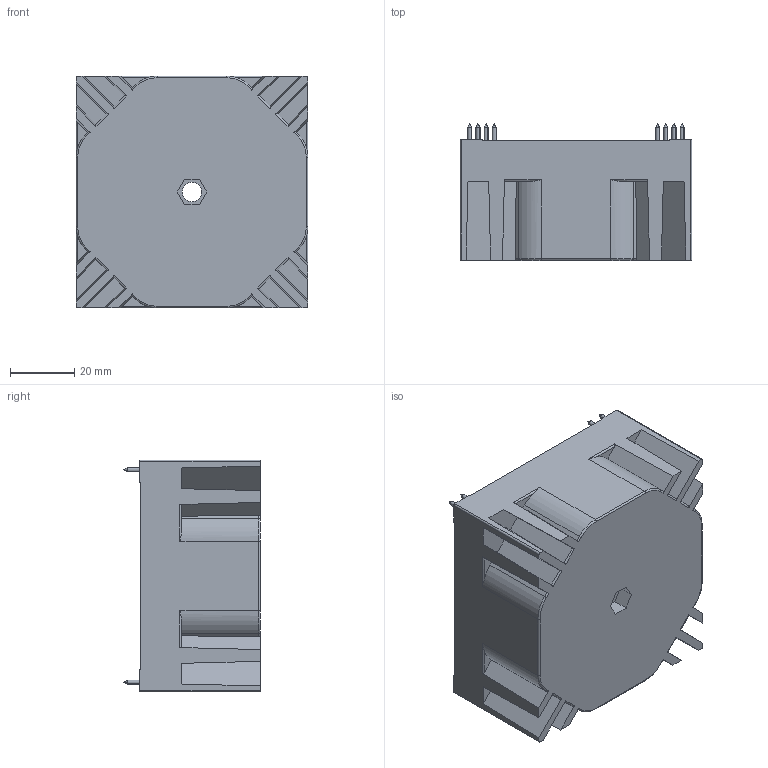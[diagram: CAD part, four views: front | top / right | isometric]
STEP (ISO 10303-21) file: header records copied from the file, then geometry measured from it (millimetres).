
FILE_DESCRIPTION (( 'STEP AP214' ), '1' );
FILE_NAME ('L01-637X Series.STEP', '2018-02-26T14:27:43', ( 'Kamal Priyanath' ), ( '' ), 'SwSTEP 2.0', 'SolidWorks 2015', '' );
FILE_SCHEMA (( 'AUTOMOTIVE_DESIGN' ));
Length unit declared in the file: millimetre
Products named in the file (12): 35VA With fins; L01-637X Series; Pin
Assembly tree (9 placements, depth 2):
  35VA With fins
  L01-637X Series
    35VA With fins
    Pin  x8
  Pin
  Pin
  Pin
Bounding box: 72.04 x 42.5 x 72.04 mm (x, y, z)
Volume: 175367.1 mm3; surface area: 46855.9 mm2
Topology: 9 solids, 38 shells, 526 faces, 1232 edges, 784 vertices
Faces by surface type: cylinder 244, plane 234, torus 32, cone 16
Entity records: 17711 total; most frequent: CARTESIAN_POINT 2579, DIRECTION 2312, ORIENTED_EDGE 2152, EDGE_CURVE 1076, AXIS2_PLACEMENT_3D 846, VERTEX_POINT 693, VECTOR 620, LINE 620
